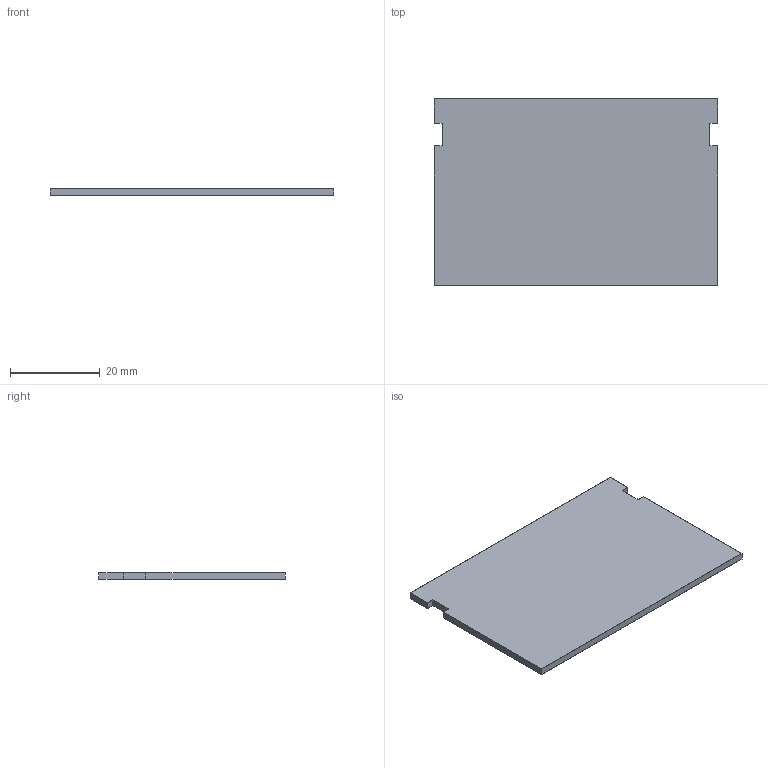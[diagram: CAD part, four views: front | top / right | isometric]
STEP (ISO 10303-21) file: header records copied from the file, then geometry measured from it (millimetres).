
FILE_DESCRIPTION(('KiCad electronic assembly'),'2;1');
FILE_NAME('MiniArcade_Top_Cover.step','2025-11-21T15:55:08',('Pcbnew'),( 'Kicad'),'Open CASCADE STEP processor 7.9','KiCad to STEP converter' ,'Unknown');
FILE_SCHEMA(('AUTOMOTIVE_DESIGN { 1 0 10303 214 1 1 1 1 }'));
Length unit declared in the file: millimetre
Products named in the file (4): MiniArcade_Top_Cover 1; MiniArcade_Top_Cover_soldermask; MiniArcade_Top_Cover_PCB
Assembly tree (3 placements, depth 2):
  MiniArcade_Top_Cover 1
    MiniArcade_Top_Cover_soldermask
    MiniArcade_Top_Cover_soldermask
    MiniArcade_Top_Cover_PCB
Bounding box: 63 x 41.5 x 1.61 mm (x, y, z)
Volume: 3922.2 mm3; surface area: 10715.9 mm2
Topology: 1 solids, 3 shells, 16 faces, 60 edges, 48 vertices
Faces by surface type: plane 16
Entity records: 726 total; most frequent: CARTESIAN_POINT 128, DIRECTION 100, ORIENTED_EDGE 96, EDGE_CURVE 60, LINE 60, VECTOR 60, VERTEX_POINT 48, AXIS2_PLACEMENT_3D 20
